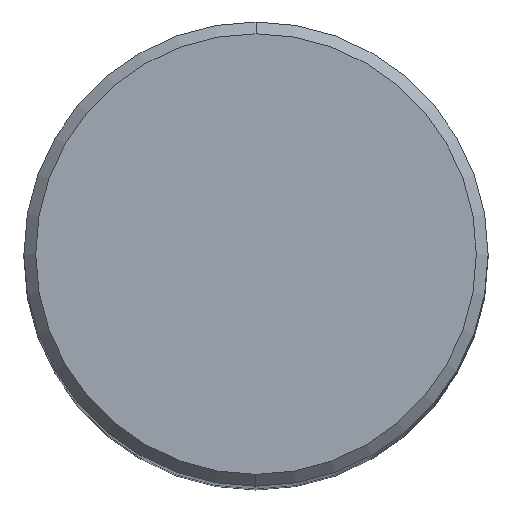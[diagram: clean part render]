
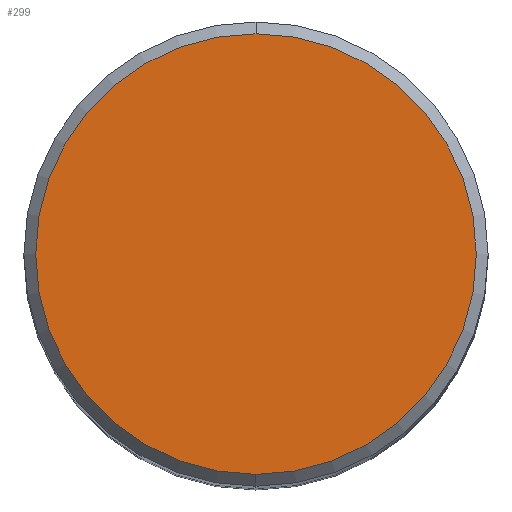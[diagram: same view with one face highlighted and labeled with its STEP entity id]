
A CAD part, top view. The second image highlights one B-rep face of the part: STEP entity #299.
In plain terms, the highlighted planar face has unit normal (0, 0, 1).
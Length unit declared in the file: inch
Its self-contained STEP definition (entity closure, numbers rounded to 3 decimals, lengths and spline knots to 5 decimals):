
#7 = VERTEX_POINT ( 'NONE', #385 ) ;
#62 = AXIS2_PLACEMENT_3D ( 'NONE', #273, #110, #176 ) ;
#70 = CIRCLE ( 'NONE', #212, 0.3737 ) ;
#110 = DIRECTION ( 'NONE',  ( 0., 0., 1. ) ) ;
#145 = ORIENTED_EDGE ( 'NONE', *, *, #365, .T. ) ;
#163 = CARTESIAN_POINT ( 'NONE',  ( 0., 0.3737, 0. ) ) ;
#165 = ORIENTED_EDGE ( 'NONE', *, *, #203, .T. ) ;
#171 = EDGE_LOOP ( 'NONE', ( #165, #145 ) ) ;
#176 = DIRECTION ( 'NONE',  ( 0., -1., 0. ) ) ;
#195 = CARTESIAN_POINT ( 'NONE',  ( 0., 0.3737, 0. ) ) ;
#203 = EDGE_CURVE ( 'NONE', #313, #7, #70, .T. ) ;
#212 = AXIS2_PLACEMENT_3D ( 'NONE', #288, #219, #315 ) ;
#219 = DIRECTION ( 'NONE',  ( 0., 0., 1. ) ) ;
#247 = AXIS2_PLACEMENT_3D ( 'NONE', #195, #358, #392 ) ;
#273 = CARTESIAN_POINT ( 'NONE',  ( 0., 0., 0. ) ) ;
#288 = CARTESIAN_POINT ( 'NONE',  ( 0., 0., 0. ) ) ;
#296 = FACE_OUTER_BOUND ( 'NONE', #171, .T. ) ;
#299 = ADVANCED_FACE ( 'NONE', ( #296 ), #356, .F. ) ;
#306 = CIRCLE ( 'NONE', #62, 0.3737 ) ;
#313 = VERTEX_POINT ( 'NONE', #163 ) ;
#315 = DIRECTION ( 'NONE',  ( 0., -1., 0. ) ) ;
#356 = PLANE ( 'NONE',  #247 ) ;
#358 = DIRECTION ( 'NONE',  ( 0., 0., -1. ) ) ;
#365 = EDGE_CURVE ( 'NONE', #7, #313, #306, .T. ) ;
#385 = CARTESIAN_POINT ( 'NONE',  ( 0., -0.3737, 0. ) ) ;
#392 = DIRECTION ( 'NONE',  ( 0., 1., 0. ) ) ;
